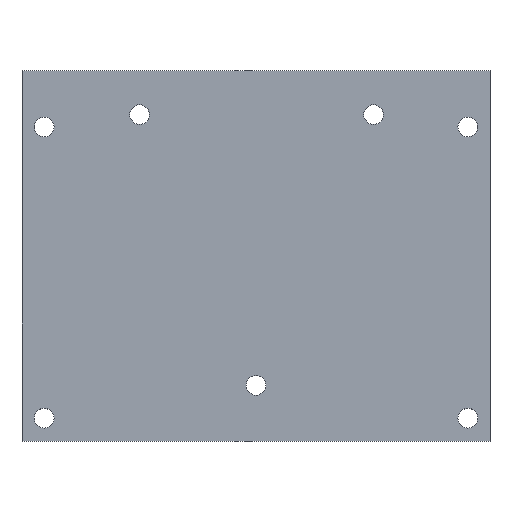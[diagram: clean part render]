
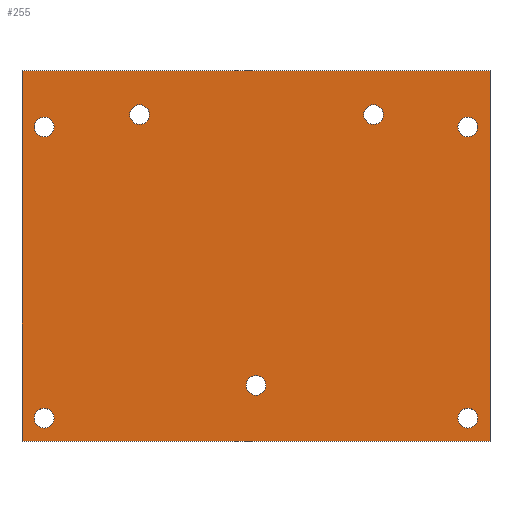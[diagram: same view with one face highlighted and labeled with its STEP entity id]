
A CAD part, top view. The second image highlights one B-rep face of the part: STEP entity #255.
In plain terms, the highlighted planar face has unit normal (0, 0, 1).
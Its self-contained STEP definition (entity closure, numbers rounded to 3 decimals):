
#22=FACE_BOUND('',#64,.T.);
#23=FACE_BOUND('',#65,.T.);
#24=FACE_BOUND('',#66,.T.);
#25=FACE_BOUND('',#67,.T.);
#26=FACE_BOUND('',#68,.T.);
#27=FACE_BOUND('',#69,.T.);
#28=FACE_BOUND('',#70,.T.);
#36=CIRCLE('',#283,1.6);
#37=CIRCLE('',#284,1.6);
#38=CIRCLE('',#285,1.6);
#39=CIRCLE('',#286,1.6);
#40=CIRCLE('',#287,1.6);
#41=CIRCLE('',#288,1.6);
#42=CIRCLE('',#289,1.6);
#50=FACE_OUTER_BOUND('',#63,.T.);
#63=EDGE_LOOP('',(#183,#184,#185,#186));
#64=EDGE_LOOP('',(#187));
#65=EDGE_LOOP('',(#188));
#66=EDGE_LOOP('',(#189));
#67=EDGE_LOOP('',(#190));
#68=EDGE_LOOP('',(#191));
#69=EDGE_LOOP('',(#192));
#70=EDGE_LOOP('',(#193));
#90=LINE('',#388,#109);
#91=LINE('',#390,#110);
#92=LINE('',#392,#111);
#93=LINE('',#393,#112);
#109=VECTOR('',#313,10.);
#110=VECTOR('',#314,10.);
#111=VECTOR('',#315,10.);
#112=VECTOR('',#316,10.);
#128=VERTEX_POINT('',#386);
#129=VERTEX_POINT('',#387);
#130=VERTEX_POINT('',#389);
#131=VERTEX_POINT('',#391);
#132=VERTEX_POINT('',#394);
#133=VERTEX_POINT('',#396);
#134=VERTEX_POINT('',#398);
#135=VERTEX_POINT('',#400);
#136=VERTEX_POINT('',#402);
#137=VERTEX_POINT('',#404);
#138=VERTEX_POINT('',#406);
#150=EDGE_CURVE('',#128,#129,#90,.T.);
#151=EDGE_CURVE('',#129,#130,#91,.T.);
#152=EDGE_CURVE('',#131,#130,#92,.T.);
#153=EDGE_CURVE('',#128,#131,#93,.T.);
#154=EDGE_CURVE('',#132,#132,#36,.T.);
#155=EDGE_CURVE('',#133,#133,#37,.T.);
#156=EDGE_CURVE('',#134,#134,#38,.T.);
#157=EDGE_CURVE('',#135,#135,#39,.T.);
#158=EDGE_CURVE('',#136,#136,#40,.T.);
#159=EDGE_CURVE('',#137,#137,#41,.T.);
#160=EDGE_CURVE('',#138,#138,#42,.T.);
#183=ORIENTED_EDGE('',*,*,#150,.T.);
#184=ORIENTED_EDGE('',*,*,#151,.T.);
#185=ORIENTED_EDGE('',*,*,#152,.F.);
#186=ORIENTED_EDGE('',*,*,#153,.F.);
#187=ORIENTED_EDGE('',*,*,#154,.T.);
#188=ORIENTED_EDGE('',*,*,#155,.T.);
#189=ORIENTED_EDGE('',*,*,#156,.T.);
#190=ORIENTED_EDGE('',*,*,#157,.T.);
#191=ORIENTED_EDGE('',*,*,#158,.T.);
#192=ORIENTED_EDGE('',*,*,#159,.T.);
#193=ORIENTED_EDGE('',*,*,#160,.T.);
#249=PLANE('',#282);
#255=ADVANCED_FACE('',(#50,#22,#23,#24,#25,#26,#27,#28),#249,.T.);
#282=AXIS2_PLACEMENT_3D('',#385,#311,#312);
#283=AXIS2_PLACEMENT_3D('',#395,#317,#318);
#284=AXIS2_PLACEMENT_3D('',#397,#319,#320);
#285=AXIS2_PLACEMENT_3D('',#399,#321,#322);
#286=AXIS2_PLACEMENT_3D('',#401,#323,#324);
#287=AXIS2_PLACEMENT_3D('',#403,#325,#326);
#288=AXIS2_PLACEMENT_3D('',#405,#327,#328);
#289=AXIS2_PLACEMENT_3D('',#407,#329,#330);
#311=DIRECTION('center_axis',(0.,0.,1.));
#312=DIRECTION('ref_axis',(1.,0.,0.));
#313=DIRECTION('',(-1.,0.,0.));
#314=DIRECTION('',(0.,-1.,0.));
#315=DIRECTION('',(-1.,0.,0.));
#316=DIRECTION('',(0.,-1.,0.));
#317=DIRECTION('center_axis',(0.,0.,-1.));
#318=DIRECTION('ref_axis',(-1.,0.,0.));
#319=DIRECTION('center_axis',(0.,0.,-1.));
#320=DIRECTION('ref_axis',(-1.,0.,0.));
#321=DIRECTION('center_axis',(0.,0.,-1.));
#322=DIRECTION('ref_axis',(-1.,0.,0.));
#323=DIRECTION('center_axis',(0.,0.,-1.));
#324=DIRECTION('ref_axis',(-1.,0.,0.));
#325=DIRECTION('center_axis',(0.,0.,-1.));
#326=DIRECTION('ref_axis',(-1.,0.,0.));
#327=DIRECTION('center_axis',(0.,0.,-1.));
#328=DIRECTION('ref_axis',(-1.,0.,0.));
#329=DIRECTION('center_axis',(0.,0.,-1.));
#330=DIRECTION('ref_axis',(1.,0.,0.));
#385=CARTESIAN_POINT('Origin',(38.,33.75,3.));
#386=CARTESIAN_POINT('',(76.,54.5,3.));
#387=CARTESIAN_POINT('',(0.,54.5,3.));
#388=CARTESIAN_POINT('',(6.,54.5,3.));
#389=CARTESIAN_POINT('',(0.,-5.6,3.));
#390=CARTESIAN_POINT('',(0.,54.5,3.));
#391=CARTESIAN_POINT('',(76.,-5.6,3.));
#392=CARTESIAN_POINT('',(0.,-5.6,3.));
#393=CARTESIAN_POINT('',(76.,0.,3.));
#394=CARTESIAN_POINT('',(5.2,45.4,3.));
#395=CARTESIAN_POINT('Origin',(3.6,45.4,3.));
#396=CARTESIAN_POINT('',(5.2,-1.9,3.));
#397=CARTESIAN_POINT('Origin',(3.6,-1.9,3.));
#398=CARTESIAN_POINT('',(74.,45.4,3.));
#399=CARTESIAN_POINT('Origin',(72.4,45.4,3.));
#400=CARTESIAN_POINT('',(74.,-1.9,3.));
#401=CARTESIAN_POINT('Origin',(72.4,-1.9,3.));
#402=CARTESIAN_POINT('',(58.7,47.4,3.));
#403=CARTESIAN_POINT('Origin',(57.1,47.4,3.));
#404=CARTESIAN_POINT('',(20.7,47.4,3.));
#405=CARTESIAN_POINT('Origin',(19.1,47.4,3.));
#406=CARTESIAN_POINT('',(36.4,3.45,3.));
#407=CARTESIAN_POINT('Origin',(38.,3.45,3.));
